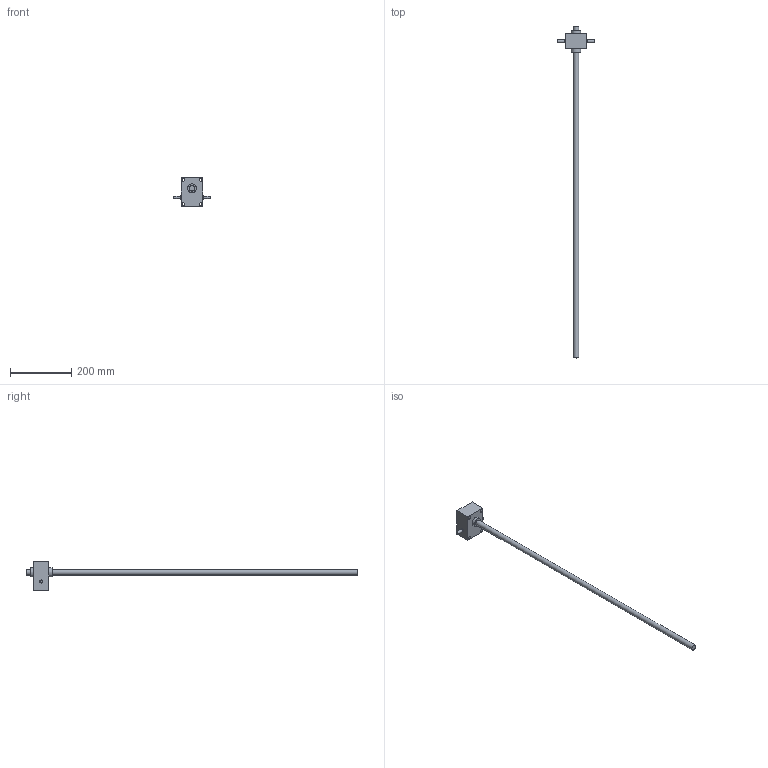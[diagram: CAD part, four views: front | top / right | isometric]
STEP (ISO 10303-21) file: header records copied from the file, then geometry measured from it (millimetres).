
FILE_DESCRIPTION( ( 'STEP AP214' ), ' ' );
FILE_NAME( 'TP183_B_-_R.1_20_C.1000_-_-_-_-_-_-_-.stp', '2017-08-19T14:12:10', ( '' ), ( '' ), ' ', 'PARTsolutions', ' ' );
FILE_SCHEMA( ( 'AUTOMOTIVE_DESIGN { 1 0 10303 214 1 1 1 1 }' ) );
Length unit declared in the file: millimetre
Products named in the file (4): TP183_B_-_R.1/20_C.1000_-_-_-_-_-_-_-; _TP183_1_1_1_1_1_110001-1; _TP183-2; _TP183_1000_1_1_11-3
Assembly tree (4 placements, depth 2):
  TP183_B_-_R.1/20_C.1000_-_-_-_-_-_-_-
    _TP183_1_1_1_1_1_110001-1
    _TP183-2  x2
    _TP183_1000_1_1_11-3
Bounding box: 118 x 1085 x 94 mm (x, y, z)
Volume: 595557.7 mm3; surface area: 107672.4 mm2
Topology: 4 solids, 4 shells, 148 faces, 380 edges, 254 vertices
Faces by surface type: plane 96, cylinder 50, cone 2
Full cylindrical faces by diameter (mm): 9 x6, 10 x3, 16 x1, 18 x1, 30 x2
Entity records: 5401 total; most frequent: CARTESIAN_POINT 772, DIRECTION 721, ORIENTED_EDGE 690, EDGE_CURVE 345, LINE 251, VECTOR 251, VERTEX_POINT 238, AXIS2_PLACEMENT_3D 235
